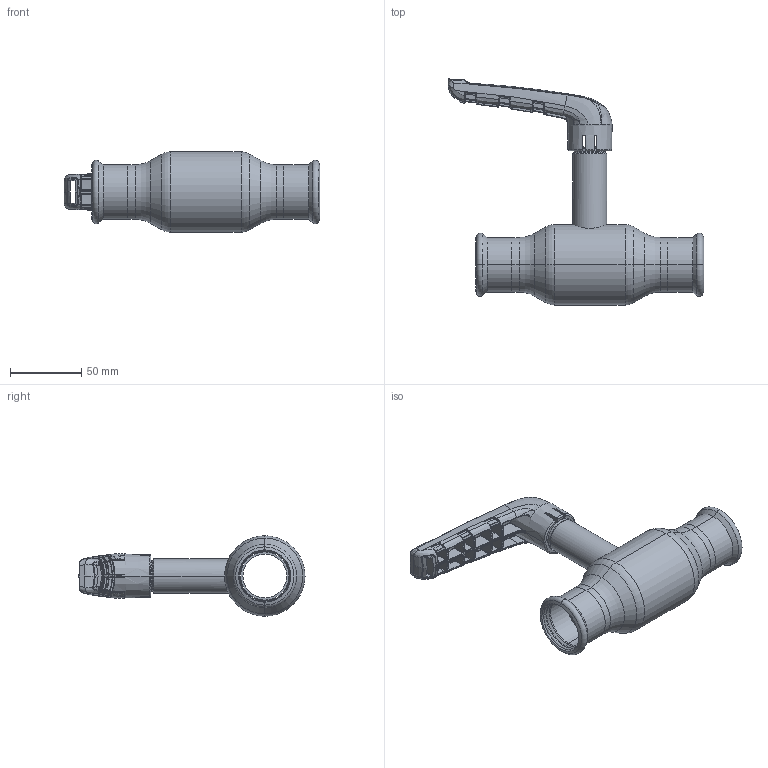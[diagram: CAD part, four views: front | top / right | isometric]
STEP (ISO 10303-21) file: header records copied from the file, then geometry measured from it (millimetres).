
FILE_DESCRIPTION (( 'STEP AP214' ), '1' );
FILE_NAME ('XPR10101 DN32 35 x 35.step', '2018-09-10T11:20:48', ( '' ), ( '' ), 'SwSTEP 2.0', 'SolidWorks 2017', '' );
FILE_SCHEMA (( 'AUTOMOTIVE_DESIGN' ));
Length unit declared in the file: millimetre
Products named in the file (1): XPR10101 DN32 35 x 35
Bounding box: 179.77 x 158.81 x 56.5 mm (x, y, z)
Surface area: 54529.7 mm2 (no closed solid volume)
Topology: 0 solids, 12 shells, 700 faces, 2522 edges, 1712 vertices
Faces by surface type: bspline 556, plane 48, cone 35, cylinder 32, torus 25, sphere 4
Entity records: 57934 total; most frequent: CARTESIAN_POINT 34674, ORIENTED_EDGE 3914, EDGE_CURVE 2508, B_SPLINE_CURVE_WITH_KNOTS 1793, VERTEX_POINT 1708, DIRECTION 1572, EDGE_LOOP 723, AXIS2_PLACEMENT_3D 714
